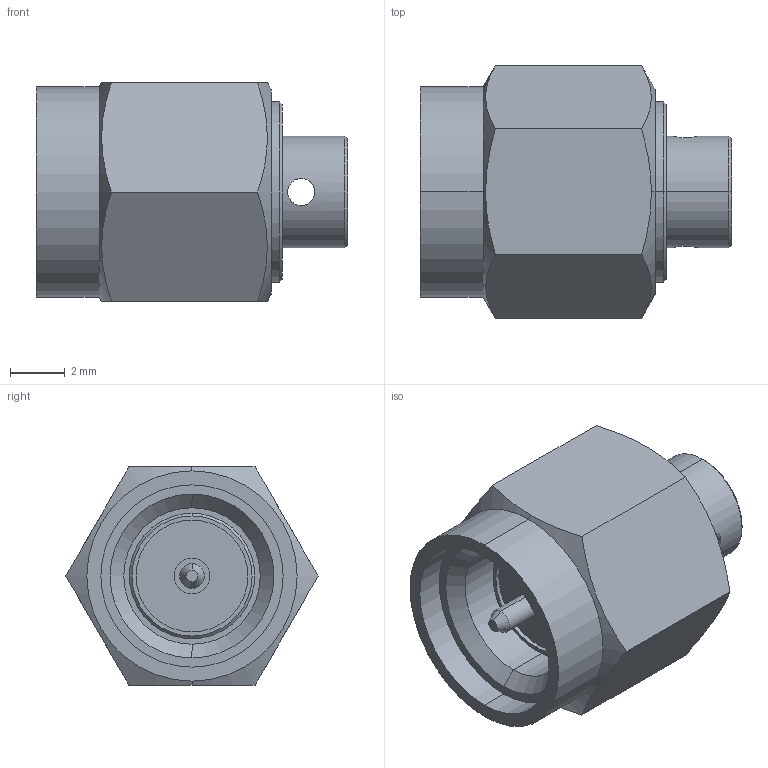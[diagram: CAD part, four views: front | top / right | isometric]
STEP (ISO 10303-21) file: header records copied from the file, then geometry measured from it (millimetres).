
FILE_DESCRIPTION (( 'STEP AP214' ), '1' );
FILE_NAME ('!ÔÈÌÄ.434521.007-13 Âèëêà êàáåëüíàÿ ïðÿìàÿ.STEP', '2024-07-31T07:23:29', ( '' ), ( '' ), 'SwSTEP 2.0', 'SolidWorks 2018', '' );
FILE_SCHEMA (( 'AUTOMOTIVE_DESIGN' ));
Length unit declared in the file: millimetre
Products named in the file (2): Äåòàëü30^ÔÈÌÄ.434521.007 Âèëêà êàáåëüíàÿ ïðÿìàÿ; !ÔÈÌÄ.434521.007-13 Âèëêà êàáåëüíàÿ ïðÿìàÿ
Assembly tree (1 placements, depth 2):
  !ÔÈÌÄ.434521.007-13 Âèëêà êàáåëüíàÿ ïðÿìàÿ
    Äåòàëü30^ÔÈÌÄ.434521.007 Âèëêà êàáåëüíàÿ ïðÿìàÿ
Bounding box: 11.4 x 9.24 x 8 mm (x, y, z)
Volume: 380.1 mm3; surface area: 677.6 mm2
Topology: 1 solids, 2 shells, 100 faces, 220 edges, 138 vertices
Faces by surface type: cylinder 45, cone 26, plane 23, sphere 6
Entity records: 3056 total; most frequent: CARTESIAN_POINT 734, DIRECTION 498, ORIENTED_EDGE 436, EDGE_CURVE 218, AXIS2_PLACEMENT_3D 210, VERTEX_POINT 138, EDGE_LOOP 122, CIRCLE 106
